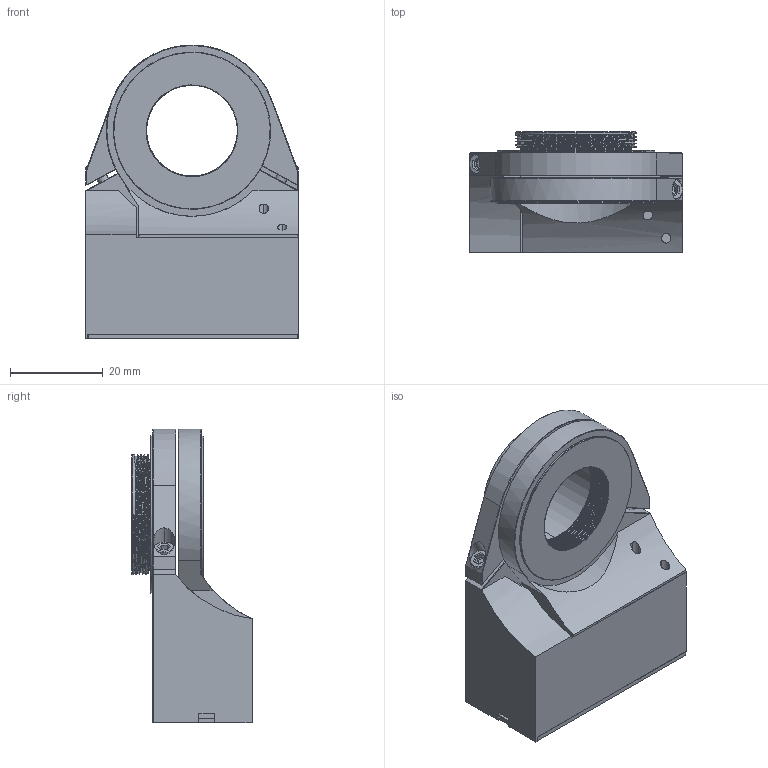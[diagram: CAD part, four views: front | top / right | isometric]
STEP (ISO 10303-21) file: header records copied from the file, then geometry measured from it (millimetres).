
FILE_DESCRIPTION (( 'STEP AP214' ), '1' );
FILE_NAME ('Carrier.OB.100_web.STEP', '2023-09-13T10:23:51', ( '' ), ( '' ), 'SwSTEP 2.0', 'SolidWorks 2020', '' );
FILE_SCHEMA (( 'AUTOMOTIVE_DESIGN' ));
Length unit declared in the file: millimetre
Products named in the file (8): 葩璃 Cover back_1^Carrier.OB.100_web; 葩璃 Base_part_2^Carrier.OB.100_web; 葩璃 M2.5-L5-T2-D4.5^Carrier.OB.100_web; 葩璃 Part2^Carrier.OB.100_web; Carrier.OB.100_web; 葩璃 m2-D3L3.5T0.6^Carrier.OB.100_web; 葩璃 Base_part_1^Carrier.OB.100_web; 葩璃 Part3^Carrier.OB.100_web
Assembly tree (10 placements, depth 2):
  Carrier.OB.100_web
    葩璃 Base_part_1^Carrier.OB.100_web
    葩璃 Base_part_2^Carrier.OB.100_web
    葩璃 Cover back_1^Carrier.OB.100_web
    葩璃 Part2^Carrier.OB.100_web
    葩璃 Part3^Carrier.OB.100_web
    葩璃 M2.5-L5-T2-D4.5^Carrier.OB.100_web  x2
    葩璃 m2-D3L3.5T0.6^Carrier.OB.100_web  x3
Bounding box: 46.13 x 26 x 63.5 mm (x, y, z)
Volume: 35481.1 mm3; surface area: 18494.7 mm2
Topology: 10 solids, 10 shells, 1567 faces, 4232 edges, 2757 vertices
Faces by surface type: bspline 903, plane 425, cylinder 142, cone 97
Entity records: 69989 total; most frequent: CARTESIAN_POINT 25461, ORIENTED_EDGE 8180, EDGE_CURVE 4090, DIRECTION 3602, VERTEX_POINT 2683, VECTOR 1918, LINE 1918, B_SPLINE_CURVE_WITH_KNOTS 1828
